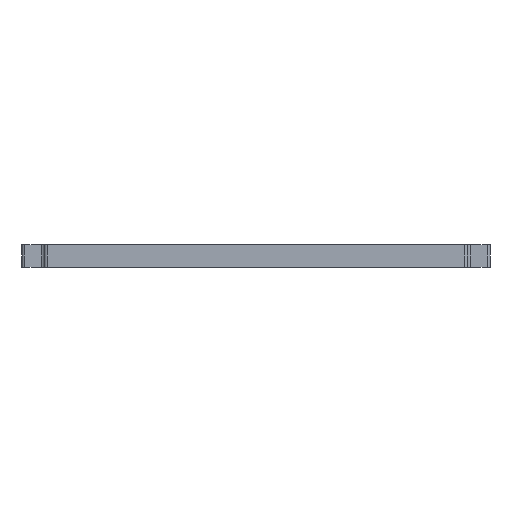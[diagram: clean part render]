
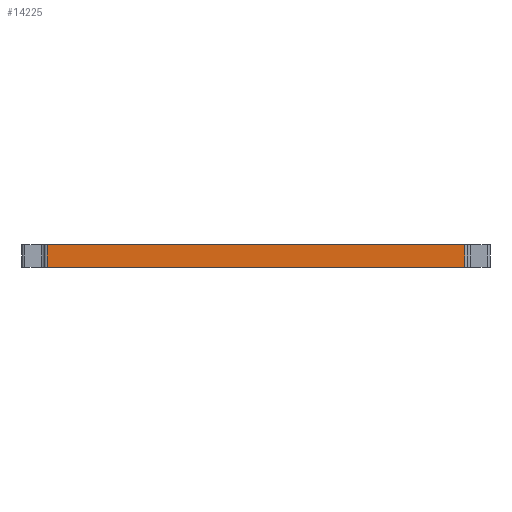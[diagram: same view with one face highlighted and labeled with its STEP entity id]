
A CAD part, left-side view. The second image highlights one B-rep face of the part: STEP entity #14225.
In plain terms, the highlighted planar face has unit normal (-1, 0, 0).
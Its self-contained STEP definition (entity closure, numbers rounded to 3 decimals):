
#575=PLANE('',#15317);
#1258=FACE_OUTER_BOUND('',#2016,.T.);
#2016=EDGE_LOOP('',(#13342,#13343,#13344,#13345));
#2049=LINE('',#19256,#3723);
#2580=LINE('',#20712,#4254);
#2765=LINE('',#21410,#4439);
#2771=LINE('',#21422,#4445);
#3723=VECTOR('',#15402,10.);
#4254=VECTOR('',#16393,10.);
#4439=VECTOR('',#16948,10.);
#4445=VECTOR('',#16966,10.);
#5806=VERTEX_POINT('',#19253);
#5807=VERTEX_POINT('',#19255);
#6501=VERTEX_POINT('',#20709);
#6502=VERTEX_POINT('',#20711);
#7189=EDGE_CURVE('',#5806,#5807,#2049,.T.);
#7920=EDGE_CURVE('',#6501,#6502,#2580,.T.);
#8272=EDGE_CURVE('',#5807,#6501,#2765,.T.);
#8278=EDGE_CURVE('',#6502,#5806,#2771,.T.);
#13342=ORIENTED_EDGE('',*,*,#8272,.F.);
#13343=ORIENTED_EDGE('',*,*,#7189,.F.);
#13344=ORIENTED_EDGE('',*,*,#8278,.F.);
#13345=ORIENTED_EDGE('',*,*,#7920,.F.);
#14225=ADVANCED_FACE('',(#1258),#575,.T.);
#15317=AXIS2_PLACEMENT_3D('',#23281,#19148,#19149);
#15402=DIRECTION('',(0.,1.,0.));
#16393=DIRECTION('',(0.,-1.,0.));
#16948=DIRECTION('',(0.,0.,1.));
#16966=DIRECTION('',(0.,0.,-1.));
#19148=DIRECTION('center_axis',(-1.,0.,0.));
#19149=DIRECTION('ref_axis',(0.,-1.,0.));
#19253=CARTESIAN_POINT('',(0.,-75.7,-2.5));
#19255=CARTESIAN_POINT('',(0.,-0.5,-2.5));
#19256=CARTESIAN_POINT('',(0.,-76.2,-2.5));
#20709=CARTESIAN_POINT('',(0.,-0.5,1.5));
#20711=CARTESIAN_POINT('',(0.,-75.7,1.5));
#20712=CARTESIAN_POINT('',(0.,0.,1.5));
#21410=CARTESIAN_POINT('',(0.,-0.5,0.));
#21422=CARTESIAN_POINT('',(0.,-75.7,0.));
#23281=CARTESIAN_POINT('Origin',(0.,0.,0.));
